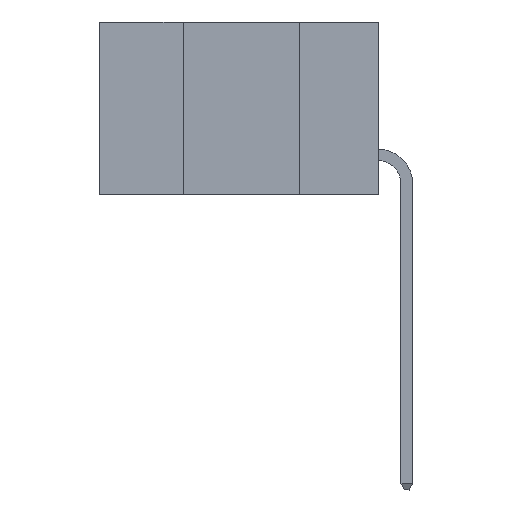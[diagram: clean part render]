
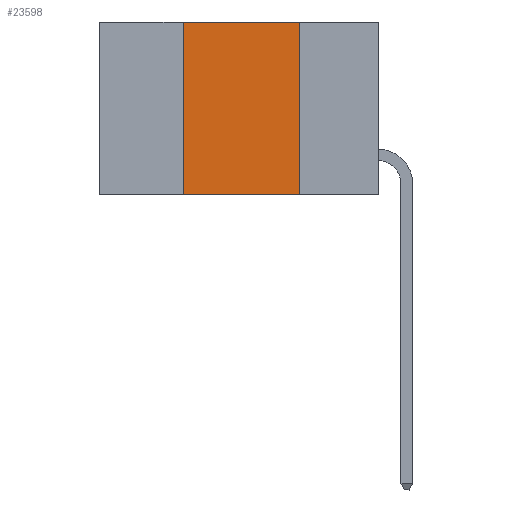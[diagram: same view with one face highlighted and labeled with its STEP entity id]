
A CAD part, left-side view. The second image highlights one B-rep face of the part: STEP entity #23598.
In plain terms, the highlighted planar face has unit normal (-1, 0, 0).
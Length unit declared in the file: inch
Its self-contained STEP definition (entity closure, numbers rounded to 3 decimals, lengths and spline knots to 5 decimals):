
#85 = AXIS2_PLACEMENT_3D ( 'NONE', #4720, #10130, #18588 ) ;
#226 = LINE ( 'NONE', #10018, #24214 ) ;
#1049 = EDGE_CURVE ( 'NONE', #2610, #15039, #17890, .T. ) ;
#1915 = CARTESIAN_POINT ( 'NONE',  ( 0., 0.17, -0.37 ) ) ;
#2610 = VERTEX_POINT ( 'NONE', #7294 ) ;
#2688 = EDGE_LOOP ( 'NONE', ( #10906, #24608, #6961, #3585 ) ) ;
#2759 = VERTEX_POINT ( 'NONE', #21843 ) ;
#3585 = ORIENTED_EDGE ( 'NONE', *, *, #16519, .T. ) ;
#3728 = CARTESIAN_POINT ( 'NONE',  ( 0., 0.17, 0. ) ) ;
#4319 = FACE_OUTER_BOUND ( 'NONE', #2688, .T. ) ;
#4685 = EDGE_CURVE ( 'NONE', #15039, #24299, #226, .T. ) ;
#4720 = CARTESIAN_POINT ( 'NONE',  ( 0., 0.6, 0. ) ) ;
#5713 = CARTESIAN_POINT ( 'NONE',  ( 0., 0.42, -0.37 ) ) ;
#6961 = ORIENTED_EDGE ( 'NONE', *, *, #1049, .F. ) ;
#7294 = CARTESIAN_POINT ( 'NONE',  ( 0., 0.42, -0.37 ) ) ;
#10018 = CARTESIAN_POINT ( 'NONE',  ( 0., 0.6, 0. ) ) ;
#10130 = DIRECTION ( 'NONE',  ( 1., 0., 0. ) ) ;
#10906 = ORIENTED_EDGE ( 'NONE', *, *, #14562, .F. ) ;
#11225 = CARTESIAN_POINT ( 'NONE',  ( 0., 0.42, 0. ) ) ;
#11529 = LINE ( 'NONE', #25959, #18268 ) ;
#12115 = DIRECTION ( 'NONE',  ( 0., -1., 0. ) ) ;
#12163 = VECTOR ( 'NONE', #22288, 39.37008 ) ;
#12469 = VECTOR ( 'NONE', #21987, 39.37008 ) ;
#13403 = DIRECTION ( 'NONE',  ( 0., -1., 0. ) ) ;
#14562 = EDGE_CURVE ( 'NONE', #24299, #2759, #24266, .T. ) ;
#15039 = VERTEX_POINT ( 'NONE', #11225 ) ;
#16519 = EDGE_CURVE ( 'NONE', #2610, #2759, #11529, .T. ) ;
#17890 = LINE ( 'NONE', #5713, #12469 ) ;
#18268 = VECTOR ( 'NONE', #13403, 39.37008 ) ;
#18588 = DIRECTION ( 'NONE',  ( 0., 0., -1. ) ) ;
#20456 = PLANE ( 'NONE',  #85 ) ;
#21843 = CARTESIAN_POINT ( 'NONE',  ( 0., 0.17, -0.37 ) ) ;
#21987 = DIRECTION ( 'NONE',  ( 0., 0., 1. ) ) ;
#22288 = DIRECTION ( 'NONE',  ( 0., 0., -1. ) ) ;
#23598 = ADVANCED_FACE ( 'NONE', ( #4319 ), #20456, .F. ) ;
#24214 = VECTOR ( 'NONE', #12115, 39.37008 ) ;
#24266 = LINE ( 'NONE', #1915, #12163 ) ;
#24299 = VERTEX_POINT ( 'NONE', #3728 ) ;
#24608 = ORIENTED_EDGE ( 'NONE', *, *, #4685, .F. ) ;
#25959 = CARTESIAN_POINT ( 'NONE',  ( 0., 0.6, -0.37 ) ) ;
